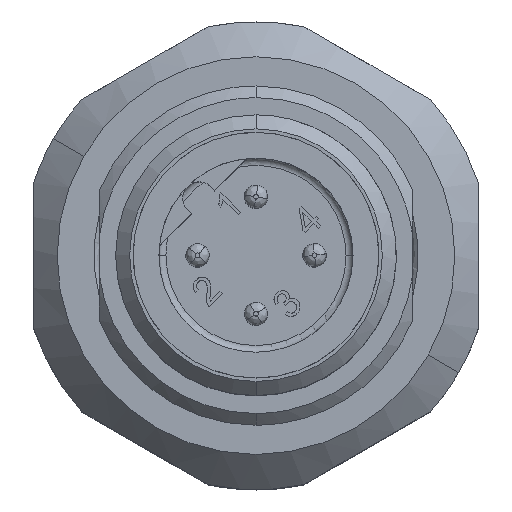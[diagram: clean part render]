
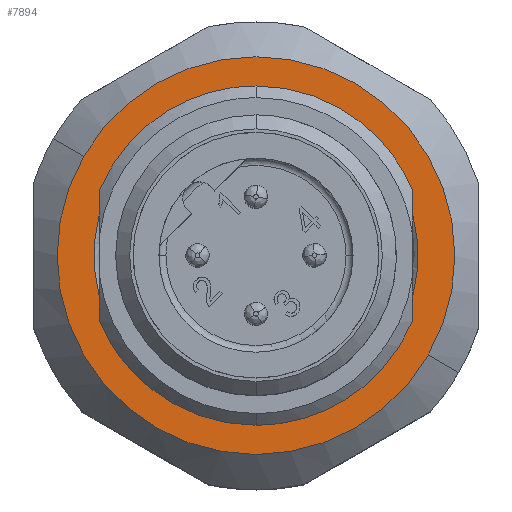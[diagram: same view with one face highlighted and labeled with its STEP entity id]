
A CAD part, top view. The second image highlights one B-rep face of the part: STEP entity #7894.
In plain terms, the highlighted planar face has unit normal (0, 0, 1).
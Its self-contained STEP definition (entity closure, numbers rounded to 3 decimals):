
#7750=AXIS2_PLACEMENT_3D('Plane Axis2P3D',#7747,#7748,#7749) ;
#7754=AXIS2_PLACEMENT_3D('Circle Axis2P3D',#7752,#7753,$) ;
#7763=AXIS2_PLACEMENT_3D('Circle Axis2P3D',#7761,#7762,$) ;
#7781=AXIS2_PLACEMENT_3D('Circle Axis2P3D',#7779,#7780,$) ;
#7837=AXIS2_PLACEMENT_3D('Circle Axis2P3D',#7835,#7836,$) ;
#7747=CARTESIAN_POINT('Axis2P3D Location',(3.472,13.48,17.)) ;
#7752=CARTESIAN_POINT('Axis2P3D Location',(9.5,10.,17.)) ;
#7756=CARTESIAN_POINT('Vertex',(16.861,5.75,17.)) ;
#7758=CARTESIAN_POINT('Vertex',(2.139,14.25,17.)) ;
#7761=CARTESIAN_POINT('Axis2P3D Location',(9.5,10.,17.)) ;
#7770=CARTESIAN_POINT('Line Origine',(2.8,7.73,17.)) ;
#7774=CARTESIAN_POINT('Vertex',(2.8,7.23,17.)) ;
#7776=CARTESIAN_POINT('Vertex',(2.8,8.229,17.)) ;
#7779=CARTESIAN_POINT('Axis2P3D Location',(9.5,10.,17.)) ;
#7783=CARTESIAN_POINT('Vertex',(2.8,11.771,17.)) ;
#7786=CARTESIAN_POINT('Line Origine',(2.8,12.27,17.)) ;
#7790=CARTESIAN_POINT('Vertex',(2.8,12.77,17.)) ;
#7794=CARTESIAN_POINT('Control Point',(2.8,12.77,17.)) ;
#7795=CARTESIAN_POINT('Control Point',(3.052,13.379,17.)) ;
#7796=CARTESIAN_POINT('Control Point',(3.373,13.96,17.)) ;
#7797=CARTESIAN_POINT('Control Point',(3.76,14.502,17.)) ;
#7798=CARTESIAN_POINT('Control Point',(4.648,15.488,17.)) ;
#7799=CARTESIAN_POINT('Control Point',(5.736,16.249,17.)) ;
#7800=CARTESIAN_POINT('Control Point',(6.321,16.566,17.)) ;
#7801=CARTESIAN_POINT('Control Point',(7.301,16.96,17.)) ;
#7802=CARTESIAN_POINT('Control Point',(8.332,17.171,17.)) ;
#7803=CARTESIAN_POINT('Control Point',(8.72,17.224,17.)) ;
#7804=CARTESIAN_POINT('Control Point',(9.11,17.25,17.)) ;
#7805=CARTESIAN_POINT('Control Point',(9.5,17.25,17.)) ;
#7806=CARTESIAN_POINT('Vertex',(9.5,17.25,17.)) ;
#7810=CARTESIAN_POINT('Control Point',(9.5,17.25,17.)) ;
#7811=CARTESIAN_POINT('Control Point',(9.769,17.25,17.)) ;
#7812=CARTESIAN_POINT('Control Point',(10.039,17.237,17.)) ;
#7813=CARTESIAN_POINT('Control Point',(10.307,17.212,17.)) ;
#7814=CARTESIAN_POINT('Control Point',(11.228,17.083,17.)) ;
#7815=CARTESIAN_POINT('Control Point',(12.122,16.808,17.)) ;
#7816=CARTESIAN_POINT('Control Point',(12.731,16.541,17.)) ;
#7817=CARTESIAN_POINT('Control Point',(13.878,15.872,17.)) ;
#7818=CARTESIAN_POINT('Control Point',(14.846,14.964,17.)) ;
#7819=CARTESIAN_POINT('Control Point',(15.276,14.456,17.)) ;
#7820=CARTESIAN_POINT('Control Point',(15.712,13.803,17.)) ;
#7821=CARTESIAN_POINT('Control Point',(16.055,13.102,17.)) ;
#7822=CARTESIAN_POINT('Control Point',(16.105,12.992,17.)) ;
#7823=CARTESIAN_POINT('Control Point',(16.154,12.881,17.)) ;
#7824=CARTESIAN_POINT('Control Point',(16.2,12.77,17.)) ;
#7825=CARTESIAN_POINT('Vertex',(16.2,12.77,17.)) ;
#7828=CARTESIAN_POINT('Line Origine',(16.2,12.27,17.)) ;
#7832=CARTESIAN_POINT('Vertex',(16.2,11.771,17.)) ;
#7835=CARTESIAN_POINT('Axis2P3D Location',(9.5,10.,17.)) ;
#7839=CARTESIAN_POINT('Vertex',(16.2,8.229,17.)) ;
#7842=CARTESIAN_POINT('Line Origine',(16.2,7.73,17.)) ;
#7846=CARTESIAN_POINT('Vertex',(16.2,7.23,17.)) ;
#7850=CARTESIAN_POINT('Control Point',(16.2,7.23,17.)) ;
#7851=CARTESIAN_POINT('Control Point',(15.948,6.621,17.)) ;
#7852=CARTESIAN_POINT('Control Point',(15.627,6.04,17.)) ;
#7853=CARTESIAN_POINT('Control Point',(15.24,5.498,17.)) ;
#7854=CARTESIAN_POINT('Control Point',(14.352,4.512,17.)) ;
#7855=CARTESIAN_POINT('Control Point',(13.264,3.751,17.)) ;
#7856=CARTESIAN_POINT('Control Point',(12.679,3.434,17.)) ;
#7857=CARTESIAN_POINT('Control Point',(11.699,3.04,17.)) ;
#7858=CARTESIAN_POINT('Control Point',(10.668,2.829,17.)) ;
#7859=CARTESIAN_POINT('Control Point',(10.28,2.776,17.)) ;
#7860=CARTESIAN_POINT('Control Point',(9.89,2.75,17.)) ;
#7861=CARTESIAN_POINT('Control Point',(9.5,2.75,17.)) ;
#7862=CARTESIAN_POINT('Vertex',(9.5,2.75,17.)) ;
#7866=CARTESIAN_POINT('Control Point',(9.5,2.75,17.)) ;
#7867=CARTESIAN_POINT('Control Point',(9.231,2.75,17.)) ;
#7868=CARTESIAN_POINT('Control Point',(8.961,2.763,17.)) ;
#7869=CARTESIAN_POINT('Control Point',(8.693,2.788,17.)) ;
#7870=CARTESIAN_POINT('Control Point',(7.772,2.917,17.)) ;
#7871=CARTESIAN_POINT('Control Point',(6.878,3.192,17.)) ;
#7872=CARTESIAN_POINT('Control Point',(6.269,3.459,17.)) ;
#7873=CARTESIAN_POINT('Control Point',(5.122,4.128,17.)) ;
#7874=CARTESIAN_POINT('Control Point',(4.154,5.036,17.)) ;
#7875=CARTESIAN_POINT('Control Point',(3.724,5.544,17.)) ;
#7876=CARTESIAN_POINT('Control Point',(3.288,6.197,17.)) ;
#7877=CARTESIAN_POINT('Control Point',(2.945,6.898,17.)) ;
#7878=CARTESIAN_POINT('Control Point',(2.895,7.008,17.)) ;
#7879=CARTESIAN_POINT('Control Point',(2.846,7.119,17.)) ;
#7880=CARTESIAN_POINT('Control Point',(2.8,7.23,17.)) ;
#7748=DIRECTION('Axis2P3D Direction',(0.,0.,1.)) ;
#7749=DIRECTION('Axis2P3D XDirection',(0.5,0.866,0.)) ;
#7753=DIRECTION('Axis2P3D Direction',(0.,0.,1.)) ;
#7762=DIRECTION('Axis2P3D Direction',(0.,0.,1.)) ;
#7771=DIRECTION('Vector Direction',(0.,1.,0.)) ;
#7780=DIRECTION('Axis2P3D Direction',(0.,0.,1.)) ;
#7787=DIRECTION('Vector Direction',(0.,1.,0.)) ;
#7829=DIRECTION('Vector Direction',(0.,-1.,0.)) ;
#7836=DIRECTION('Axis2P3D Direction',(0.,0.,1.)) ;
#7843=DIRECTION('Vector Direction',(0.,-1.,0.)) ;
#7772=VECTOR('Line Direction',#7771,1.) ;
#7788=VECTOR('Line Direction',#7787,1.) ;
#7830=VECTOR('Line Direction',#7829,1.) ;
#7844=VECTOR('Line Direction',#7843,1.) ;
#7767=ORIENTED_EDGE('',*,*,#7760,.T.) ;
#7768=ORIENTED_EDGE('',*,*,#7765,.T.) ;
#7883=ORIENTED_EDGE('',*,*,#7778,.T.) ;
#7884=ORIENTED_EDGE('',*,*,#7785,.F.) ;
#7885=ORIENTED_EDGE('',*,*,#7792,.T.) ;
#7886=ORIENTED_EDGE('',*,*,#7808,.T.) ;
#7887=ORIENTED_EDGE('',*,*,#7827,.T.) ;
#7888=ORIENTED_EDGE('',*,*,#7834,.T.) ;
#7889=ORIENTED_EDGE('',*,*,#7841,.F.) ;
#7890=ORIENTED_EDGE('',*,*,#7848,.T.) ;
#7891=ORIENTED_EDGE('',*,*,#7864,.T.) ;
#7892=ORIENTED_EDGE('',*,*,#7881,.T.) ;
#7893=FACE_BOUND('',#7882,.T.) ;
#7894=ADVANCED_FACE('Hauptkoerper',(#7769,#7893),#7751,.T.) ;
#7793=B_SPLINE_CURVE_WITH_KNOTS('',5,(#7794,#7795,#7796,#7797,#7798,#7799,#7800,#7801,#7802,#7803,#7804,#7805),.UNSPECIFIED.,.F.,.U.,(6,3,3,6),(0.,4.664,9.327,12.086),.UNSPECIFIED.) ;
#7809=B_SPLINE_CURVE_WITH_KNOTS('',5,(#7810,#7811,#7812,#7813,#7814,#7815,#7816,#7817,#7818,#7819,#7820,#7821,#7822,#7823,#7824),.UNSPECIFIED.,.F.,.U.,(6,3,3,3,6),(12.086,13.991,18.655,23.318,24.172),.UNSPECIFIED.) ;
#7849=B_SPLINE_CURVE_WITH_KNOTS('',5,(#7850,#7851,#7852,#7853,#7854,#7855,#7856,#7857,#7858,#7859,#7860,#7861),.UNSPECIFIED.,.F.,.U.,(6,3,3,6),(0.,4.664,9.327,12.086),.UNSPECIFIED.) ;
#7865=B_SPLINE_CURVE_WITH_KNOTS('',5,(#7866,#7867,#7868,#7869,#7870,#7871,#7872,#7873,#7874,#7875,#7876,#7877,#7878,#7879,#7880),.UNSPECIFIED.,.F.,.U.,(6,3,3,3,6),(12.086,13.991,18.655,23.318,24.172),.UNSPECIFIED.) ;
#7755=CIRCLE('generated circle',#7754,8.5) ;
#7764=CIRCLE('generated circle',#7763,8.5) ;
#7782=CIRCLE('generated circle',#7781,6.93) ;
#7838=CIRCLE('generated circle',#7837,6.93) ;
#7760=EDGE_CURVE('',#7757,#7759,#7755,.T.) ;
#7765=EDGE_CURVE('',#7759,#7757,#7764,.T.) ;
#7778=EDGE_CURVE('',#7775,#7777,#7773,.T.) ;
#7785=EDGE_CURVE('',#7784,#7777,#7782,.T.) ;
#7792=EDGE_CURVE('',#7784,#7791,#7789,.T.) ;
#7808=EDGE_CURVE('',#7791,#7807,#7793,.T.) ;
#7827=EDGE_CURVE('',#7807,#7826,#7809,.T.) ;
#7834=EDGE_CURVE('',#7826,#7833,#7831,.T.) ;
#7841=EDGE_CURVE('',#7840,#7833,#7838,.T.) ;
#7848=EDGE_CURVE('',#7840,#7847,#7845,.T.) ;
#7864=EDGE_CURVE('',#7847,#7863,#7849,.T.) ;
#7881=EDGE_CURVE('',#7863,#7775,#7865,.T.) ;
#7766=EDGE_LOOP('',(#7767,#7768)) ;
#7882=EDGE_LOOP('',(#7883,#7884,#7885,#7886,#7887,#7888,#7889,#7890,#7891,#7892)) ;
#7769=FACE_OUTER_BOUND('',#7766,.T.) ;
#7773=LINE('Line',#7770,#7772) ;
#7789=LINE('Line',#7786,#7788) ;
#7831=LINE('Line',#7828,#7830) ;
#7845=LINE('Line',#7842,#7844) ;
#7751=PLANE('',#7750) ;
#7757=VERTEX_POINT('',#7756) ;
#7759=VERTEX_POINT('',#7758) ;
#7775=VERTEX_POINT('',#7774) ;
#7777=VERTEX_POINT('',#7776) ;
#7784=VERTEX_POINT('',#7783) ;
#7791=VERTEX_POINT('',#7790) ;
#7807=VERTEX_POINT('',#7806) ;
#7826=VERTEX_POINT('',#7825) ;
#7833=VERTEX_POINT('',#7832) ;
#7840=VERTEX_POINT('',#7839) ;
#7847=VERTEX_POINT('',#7846) ;
#7863=VERTEX_POINT('',#7862) ;
